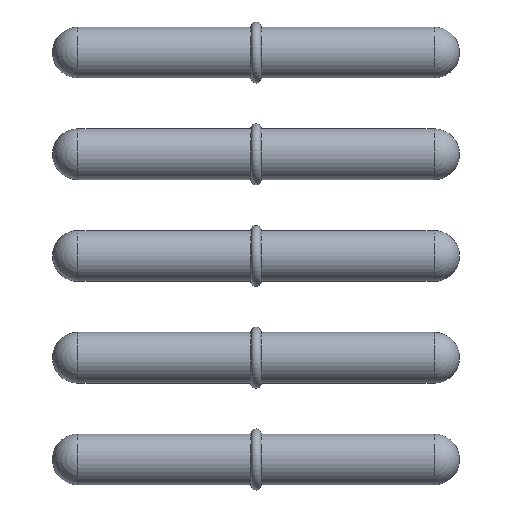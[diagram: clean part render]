
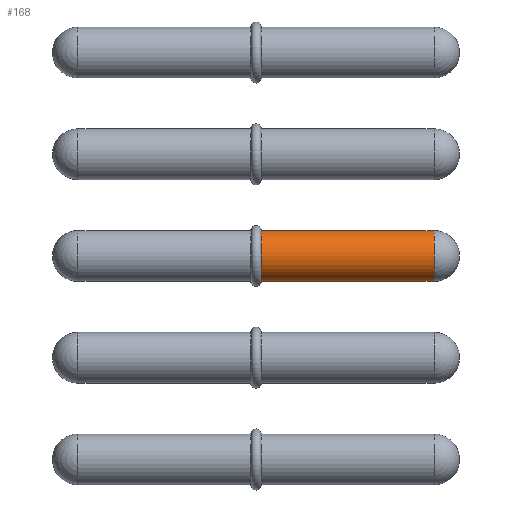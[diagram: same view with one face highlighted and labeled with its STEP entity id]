
A CAD part, front view. The second image highlights one B-rep face of the part: STEP entity #168.
In plain terms, the highlighted cylindrical face has radius 2.5 mm (diameter 5 mm), a partial arc.
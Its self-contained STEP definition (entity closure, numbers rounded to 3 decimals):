
#14 = ORIENTED_EDGE ( 'NONE', *, *, #493, .T. ) ;
#37 = EDGE_CURVE ( 'NONE', #137, #531, #334, .T. ) ;
#44 = CARTESIAN_POINT ( 'NONE',  ( 20., 0., -2.5 ) ) ;
#70 = DIRECTION ( 'NONE',  ( 0., 0., 1. ) ) ;
#72 = CARTESIAN_POINT ( 'NONE',  ( 17.5, 0., 0. ) ) ;
#112 = CARTESIAN_POINT ( 'NONE',  ( 0.5, 0., 2.5 ) ) ;
#123 = AXIS2_PLACEMENT_3D ( 'NONE', #518, #210, #70 ) ;
#125 = CIRCLE ( 'NONE', #123, 2.5 ) ;
#137 = VERTEX_POINT ( 'NONE', #158 ) ;
#156 = DIRECTION ( 'NONE',  ( 0., 0., 1. ) ) ;
#158 = CARTESIAN_POINT ( 'NONE',  ( 17.5, 0., -2.5 ) ) ;
#168 = ADVANCED_FACE ( 'NONE', ( #312 ), #242, .T. ) ;
#182 = ORIENTED_EDGE ( 'NONE', *, *, #37, .T. ) ;
#196 = EDGE_LOOP ( 'NONE', ( #404, #182, #14, #472 ) ) ;
#210 = DIRECTION ( 'NONE',  ( 1., 0., 0. ) ) ;
#216 = DIRECTION ( 'NONE',  ( -1., 0., 0. ) ) ;
#225 = DIRECTION ( 'NONE',  ( -1., 0., 0. ) ) ;
#229 = CARTESIAN_POINT ( 'NONE',  ( 20., 0., 2.5 ) ) ;
#242 = CYLINDRICAL_SURFACE ( 'NONE', #271, 2.5 ) ;
#249 = CARTESIAN_POINT ( 'NONE',  ( 0.5, 0., -2.5 ) ) ;
#265 = CARTESIAN_POINT ( 'NONE',  ( 17.5, 0., 2.5 ) ) ;
#271 = AXIS2_PLACEMENT_3D ( 'NONE', #563, #296, #156 ) ;
#296 = DIRECTION ( 'NONE',  ( -1., 0., 0. ) ) ;
#305 = VERTEX_POINT ( 'NONE', #112 ) ;
#312 = FACE_OUTER_BOUND ( 'NONE', #196, .T. ) ;
#316 = EDGE_CURVE ( 'NONE', #305, #357, #125, .T. ) ;
#334 = CIRCLE ( 'NONE', #561, 2.5 ) ;
#357 = VERTEX_POINT ( 'NONE', #249 ) ;
#404 = ORIENTED_EDGE ( 'NONE', *, *, #505, .F. ) ;
#453 = VECTOR ( 'NONE', #484, 1000. ) ;
#472 = ORIENTED_EDGE ( 'NONE', *, *, #316, .T. ) ;
#477 = DIRECTION ( 'NONE',  ( 0., 0., 1. ) ) ;
#484 = DIRECTION ( 'NONE',  ( -1., 0., 0. ) ) ;
#493 = EDGE_CURVE ( 'NONE', #531, #305, #577, .T. ) ;
#494 = VECTOR ( 'NONE', #225, 1000. ) ;
#505 = EDGE_CURVE ( 'NONE', #137, #357, #508, .T. ) ;
#508 = LINE ( 'NONE', #44, #453 ) ;
#518 = CARTESIAN_POINT ( 'NONE',  ( 0.5, 0., 0. ) ) ;
#531 = VERTEX_POINT ( 'NONE', #265 ) ;
#561 = AXIS2_PLACEMENT_3D ( 'NONE', #72, #216, #477 ) ;
#563 = CARTESIAN_POINT ( 'NONE',  ( 20., 0., 0. ) ) ;
#577 = LINE ( 'NONE', #229, #494 ) ;
